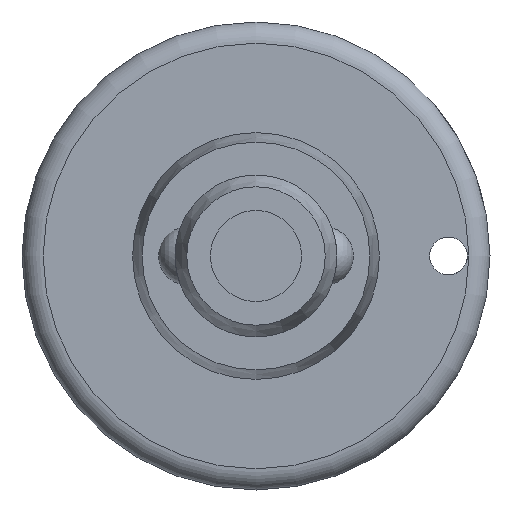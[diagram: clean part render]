
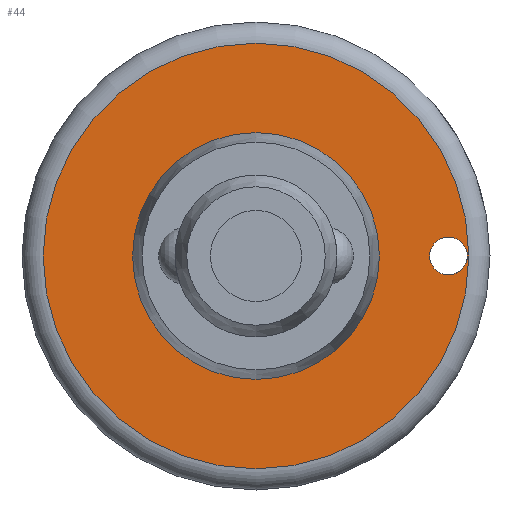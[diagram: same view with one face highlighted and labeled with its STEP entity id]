
A CAD part, front view. The second image highlights one B-rep face of the part: STEP entity #44.
In plain terms, the highlighted planar face has unit normal (0, -1, 0).
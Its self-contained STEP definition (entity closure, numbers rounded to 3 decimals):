
#44 = ADVANCED_FACE( '', ( #101, #102, #103 ), #104, .F. );
#101 = FACE_OUTER_BOUND( '', #189, .T. );
#102 = FACE_BOUND( '', #190, .T. );
#103 = FACE_BOUND( '', #191, .T. );
#104 = PLANE( '', #192 );
#189 = EDGE_LOOP( '', ( #271 ) );
#190 = EDGE_LOOP( '', ( #272 ) );
#191 = EDGE_LOOP( '', ( #273 ) );
#192 = AXIS2_PLACEMENT_3D( '', #274, #275, #276 );
#271 = ORIENTED_EDGE( '', *, *, #395, .F. );
#272 = ORIENTED_EDGE( '', *, *, #396, .T. );
#273 = ORIENTED_EDGE( '', *, *, #397, .T. );
#274 = CARTESIAN_POINT( '', ( -9.15, 21.56, 0. ) );
#275 = DIRECTION( '', ( 0., 1., 0. ) );
#276 = DIRECTION( '', ( 0., 0., 1. ) );
#395 = EDGE_CURVE( '', #438, #438, #439, .T. );
#396 = EDGE_CURVE( '', #440, #440, #441, .T. );
#397 = EDGE_CURVE( '', #442, #442, #443, .T. );
#438 = VERTEX_POINT( '', #499 );
#439 = CIRCLE( '', #500, 15.78 );
#440 = VERTEX_POINT( '', #501 );
#441 = CIRCLE( '', #502, 1.4 );
#442 = VERTEX_POINT( '', #503 );
#443 = CIRCLE( '', #504, 9.15 );
#499 = CARTESIAN_POINT( '', ( 0., 21.56, 15.78 ) );
#500 = AXIS2_PLACEMENT_3D( '', #698, #699, #700 );
#501 = CARTESIAN_POINT( '', ( 14.27, 21.56, 1.4 ) );
#502 = AXIS2_PLACEMENT_3D( '', #701, #702, #703 );
#503 = CARTESIAN_POINT( '', ( 0., 21.56, 9.15 ) );
#504 = AXIS2_PLACEMENT_3D( '', #704, #705, #706 );
#698 = CARTESIAN_POINT( '', ( 0., 21.56, 0. ) );
#699 = DIRECTION( '', ( 0., 1., 0. ) );
#700 = DIRECTION( '', ( 0., 0., 1. ) );
#701 = CARTESIAN_POINT( '', ( 14.27, 21.56, 0. ) );
#702 = DIRECTION( '', ( 0., 1., 0. ) );
#703 = DIRECTION( '', ( 0., 0., 1. ) );
#704 = CARTESIAN_POINT( '', ( 0., 21.56, 0. ) );
#705 = DIRECTION( '', ( 0., 1., 0. ) );
#706 = DIRECTION( '', ( 0., 0., 1. ) );
